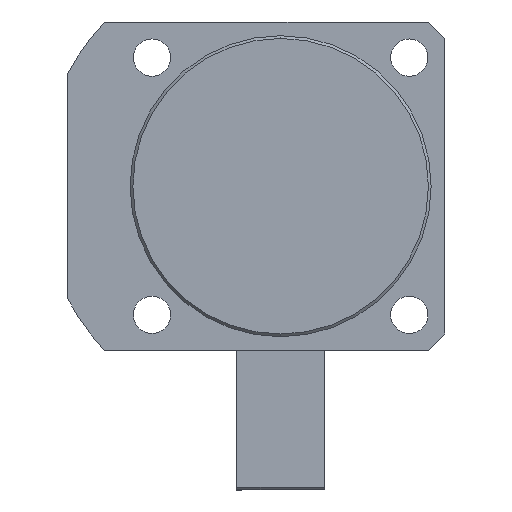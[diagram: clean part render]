
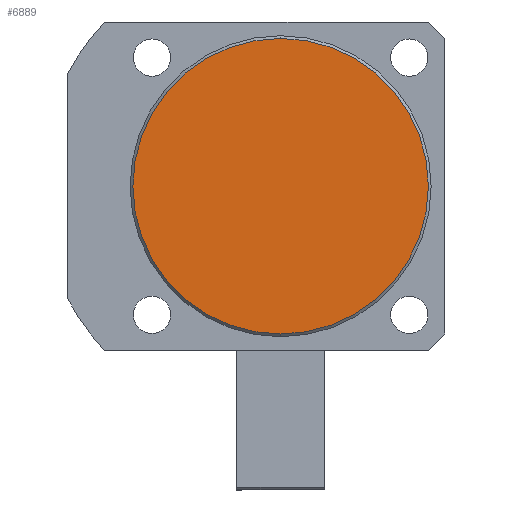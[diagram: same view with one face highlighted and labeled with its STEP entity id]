
A CAD part, front view. The second image highlights one B-rep face of the part: STEP entity #6889.
In plain terms, the highlighted planar face has unit normal (0, -1, 0).
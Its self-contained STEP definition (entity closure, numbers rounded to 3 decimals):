
#1414 = AXIS2_PLACEMENT_3D ( 'NONE', #5653, #5645, #5635 ) ;
#1556 = EDGE_LOOP ( 'NONE', ( #4920, #6917 ) ) ;
#2373 = EDGE_CURVE ( 'NONE', #3950, #6742, #7566, .T. ) ;
#2543 = EDGE_CURVE ( 'NONE', #6742, #3950, #5936, .T. ) ;
#2728 = AXIS2_PLACEMENT_3D ( 'NONE', #3823, #3791, #3736 ) ;
#3736 = DIRECTION ( 'NONE',  ( 0., 0., 1. ) ) ;
#3791 = DIRECTION ( 'NONE',  ( 0., 1., 0. ) ) ;
#3823 = CARTESIAN_POINT ( 'NONE',  ( 0., 0., 0. ) ) ;
#3950 = VERTEX_POINT ( 'NONE', #5281 ) ;
#4535 = AXIS2_PLACEMENT_3D ( 'NONE', #6404, #6390, #6381 ) ;
#4920 = ORIENTED_EDGE ( 'NONE', *, *, #2373, .F. ) ;
#5281 = CARTESIAN_POINT ( 'NONE',  ( 0., 0., 27. ) ) ;
#5635 = DIRECTION ( 'NONE',  ( 0., 0., -1. ) ) ;
#5645 = DIRECTION ( 'NONE',  ( 0., -1., 0. ) ) ;
#5653 = CARTESIAN_POINT ( 'NONE',  ( 22., 0., 0. ) ) ;
#5719 = PLANE ( 'NONE',  #1414 ) ;
#5936 = CIRCLE ( 'NONE', #2728, 27. ) ;
#6381 = DIRECTION ( 'NONE',  ( 0., 0., 1. ) ) ;
#6390 = DIRECTION ( 'NONE',  ( 0., 1., 0. ) ) ;
#6404 = CARTESIAN_POINT ( 'NONE',  ( 0., 0., 0. ) ) ;
#6742 = VERTEX_POINT ( 'NONE', #7323 ) ;
#6889 = ADVANCED_FACE ( 'NONE', ( #7360 ), #5719, .T. ) ;
#6917 = ORIENTED_EDGE ( 'NONE', *, *, #2543, .F. ) ;
#7323 = CARTESIAN_POINT ( 'NONE',  ( 0., 0., -27. ) ) ;
#7360 = FACE_OUTER_BOUND ( 'NONE', #1556, .T. ) ;
#7566 = CIRCLE ( 'NONE', #4535, 27. ) ;
